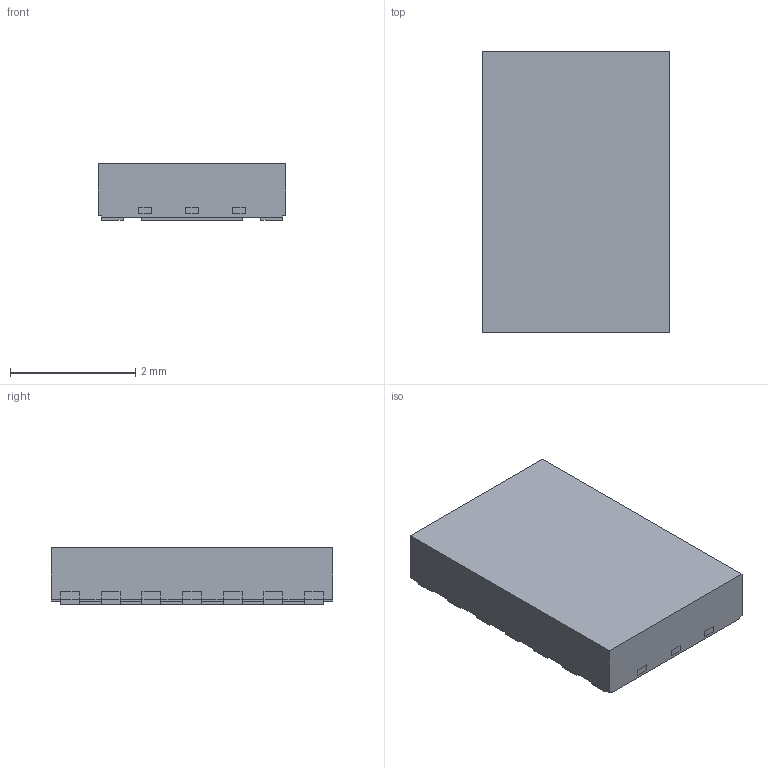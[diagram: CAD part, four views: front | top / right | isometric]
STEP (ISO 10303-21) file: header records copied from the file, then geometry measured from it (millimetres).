
FILE_DESCRIPTION((''),'2;1');
FILE_NAME('DMT0014A_ASM','2016-07-06T',('a0412025'),(''),'CREO PARAMETRIC BY PTC INC, 2016050','CREO PARAMETRIC BY PTC INC, 2016050','');
FILE_SCHEMA(('AUTOMOTIVE_DESIGN { 1 0 10303 214 1 1 1 1 }'));
Length unit declared in the file: millimetre
Products named in the file (4): BODY-SON_AF0; PIN1-ID; FRAME-DMT0014A_AF0; DMT0014A_ASM
Assembly tree (3 placements, depth 2):
  DMT0014A_ASM
    BODY-SON_AF0
    PIN1-ID
    FRAME-DMT0014A_AF0
Bounding box: 3 x 4.5 x 0.9 mm (x, y, z)
Volume: 11.9 mm3; surface area: 72.1 mm2
Topology: 16 solids, 16 shells, 269 faces, 726 edges, 484 vertices
Faces by surface type: plane 269
Entity records: 11302 total; most frequent: CARTESIAN_POINT 1493, ORIENTED_EDGE 1452, DIRECTION 1278, PRESENTATION_STYLE_ASSIGNMENT 785, STYLED_ITEM 742, VECTOR 726, LINE 726, CURVE_STYLE 726
